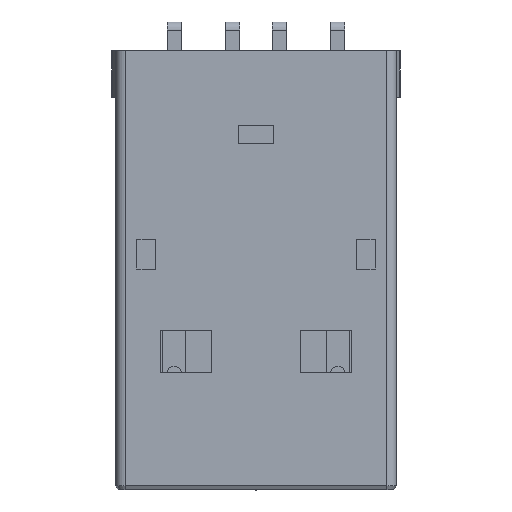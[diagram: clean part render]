
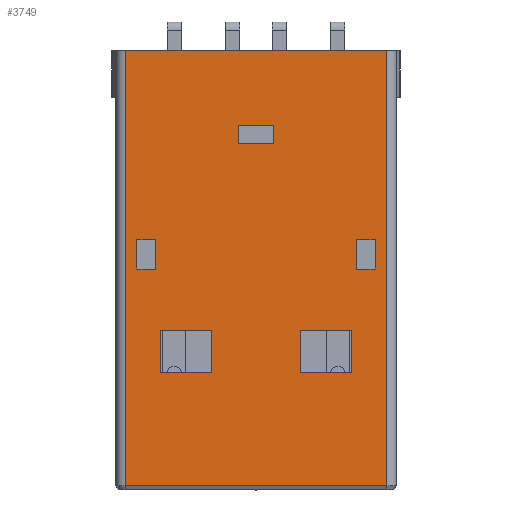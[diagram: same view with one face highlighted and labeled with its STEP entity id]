
A CAD part, top view. The second image highlights one B-rep face of the part: STEP entity #3749.
In plain terms, the highlighted planar face has unit normal (0, 0, 1).
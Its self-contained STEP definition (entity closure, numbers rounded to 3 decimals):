
#1310=CARTESIAN_POINT('',(-5.6,-1.1,3.07));
#1311=VERTEX_POINT('',#1310);
#1319=CARTESIAN_POINT('',(5.6,-1.1,3.07));
#1320=VERTEX_POINT('',#1319);
#1321=CARTESIAN_POINT('',(5.6,-1.1,3.07));
#1322=DIRECTION('',(-1.0,0.0,0.0));
#1323=VECTOR('',#1322,11.2);
#1324=LINE('',#1321,#1323);
#1325=EDGE_CURVE('',#1320,#1311,#1324,.T.);
#2127=CARTESIAN_POINT('',(0.75,-5.1,3.07));
#2128=VERTEX_POINT('',#2127);
#2145=CARTESIAN_POINT('',(-0.75,-5.1,3.07));
#2146=VERTEX_POINT('',#2145);
#2153=CARTESIAN_POINT('',(-0.75,-5.1,3.07));
#2154=DIRECTION('',(1.0,0.0,0.0));
#2155=VECTOR('',#2154,1.5);
#2156=LINE('',#2153,#2155);
#2157=EDGE_CURVE('',#2146,#2128,#2156,.T.);
#2169=CARTESIAN_POINT('',(0.75,-4.3,3.07));
#2170=VERTEX_POINT('',#2169);
#2184=CARTESIAN_POINT('',(0.75,-5.1,3.07));
#2185=DIRECTION('',(0.0,1.0,0.0));
#2186=VECTOR('',#2185,0.8);
#2187=LINE('',#2184,#2186);
#2188=EDGE_CURVE('',#2128,#2170,#2187,.T.);
#2200=CARTESIAN_POINT('',(-0.75,-4.3,3.07));
#2201=VERTEX_POINT('',#2200);
#2215=CARTESIAN_POINT('',(-0.75,-4.3,3.07));
#2216=DIRECTION('',(1.0,0.0,0.0));
#2217=VECTOR('',#2216,1.5);
#2218=LINE('',#2215,#2217);
#2219=EDGE_CURVE('',#2201,#2170,#2218,.T.);
#2237=CARTESIAN_POINT('',(-0.75,-5.1,3.07));
#2238=DIRECTION('',(0.0,1.0,0.0));
#2239=VECTOR('',#2238,0.8);
#2240=LINE('',#2237,#2239);
#2241=EDGE_CURVE('',#2146,#2201,#2240,.T.);
#2251=CARTESIAN_POINT('',(5.1,-10.45,3.07));
#2252=VERTEX_POINT('',#2251);
#2269=CARTESIAN_POINT('',(4.3,-10.45,3.07));
#2270=VERTEX_POINT('',#2269);
#2277=CARTESIAN_POINT('',(4.3,-10.45,3.07));
#2278=DIRECTION('',(1.0,0.0,0.0));
#2279=VECTOR('',#2278,0.8);
#2280=LINE('',#2277,#2279);
#2281=EDGE_CURVE('',#2270,#2252,#2280,.T.);
#2291=CARTESIAN_POINT('',(5.1,-9.2,3.07));
#2292=VERTEX_POINT('',#2291);
#2308=CARTESIAN_POINT('',(5.1,-10.45,3.07));
#2309=DIRECTION('',(0.0,1.0,0.0));
#2310=VECTOR('',#2309,1.25);
#2311=LINE('',#2308,#2310);
#2312=EDGE_CURVE('',#2252,#2292,#2311,.T.);
#2322=CARTESIAN_POINT('',(4.3,-9.2,3.07));
#2323=VERTEX_POINT('',#2322);
#2339=CARTESIAN_POINT('',(5.1,-9.2,3.07));
#2340=DIRECTION('',(-1.0,0.0,0.0));
#2341=VECTOR('',#2340,0.8);
#2342=LINE('',#2339,#2341);
#2343=EDGE_CURVE('',#2292,#2323,#2342,.T.);
#2361=CARTESIAN_POINT('',(4.3,-9.2,3.07));
#2362=DIRECTION('',(0.0,-1.0,0.0));
#2363=VECTOR('',#2362,1.25);
#2364=LINE('',#2361,#2363);
#2365=EDGE_CURVE('',#2323,#2270,#2364,.T.);
#2375=CARTESIAN_POINT('',(-4.3,-10.45,3.07));
#2376=VERTEX_POINT('',#2375);
#2393=CARTESIAN_POINT('',(-5.1,-10.45,3.07));
#2394=VERTEX_POINT('',#2393);
#2401=CARTESIAN_POINT('',(-5.1,-10.45,3.07));
#2402=DIRECTION('',(1.0,0.0,0.0));
#2403=VECTOR('',#2402,0.8);
#2404=LINE('',#2401,#2403);
#2405=EDGE_CURVE('',#2394,#2376,#2404,.T.);
#2415=CARTESIAN_POINT('',(-4.3,-9.2,3.07));
#2416=VERTEX_POINT('',#2415);
#2432=CARTESIAN_POINT('',(-4.3,-10.45,3.07));
#2433=DIRECTION('',(0.0,1.0,0.0));
#2434=VECTOR('',#2433,1.25);
#2435=LINE('',#2432,#2434);
#2436=EDGE_CURVE('',#2376,#2416,#2435,.T.);
#2446=CARTESIAN_POINT('',(-5.1,-9.2,3.07));
#2447=VERTEX_POINT('',#2446);
#2463=CARTESIAN_POINT('',(-4.3,-9.2,3.07));
#2464=DIRECTION('',(-1.0,0.0,0.0));
#2465=VECTOR('',#2464,0.8);
#2466=LINE('',#2463,#2465);
#2467=EDGE_CURVE('',#2416,#2447,#2466,.T.);
#2485=CARTESIAN_POINT('',(-5.1,-9.2,3.07));
#2486=DIRECTION('',(0.0,-1.0,0.0));
#2487=VECTOR('',#2486,1.25);
#2488=LINE('',#2485,#2487);
#2489=EDGE_CURVE('',#2447,#2394,#2488,.T.);
#2499=CARTESIAN_POINT('',(-4.1,-14.9,3.07));
#2500=VERTEX_POINT('',#2499);
#2517=CARTESIAN_POINT('',(-4.1,-13.1,3.07));
#2518=VERTEX_POINT('',#2517);
#2525=CARTESIAN_POINT('',(-4.1,-13.1,3.07));
#2526=DIRECTION('',(0.0,-1.0,0.0));
#2527=VECTOR('',#2526,1.8);
#2528=LINE('',#2525,#2527);
#2529=EDGE_CURVE('',#2518,#2500,#2528,.T.);
#2539=CARTESIAN_POINT('',(-1.9,-14.9,3.07));
#2540=VERTEX_POINT('',#2539);
#2556=CARTESIAN_POINT('',(-4.1,-14.9,3.07));
#2557=DIRECTION('',(1.0,0.0,0.0));
#2558=VECTOR('',#2557,2.2);
#2559=LINE('',#2556,#2558);
#2560=EDGE_CURVE('',#2500,#2540,#2559,.T.);
#2570=CARTESIAN_POINT('',(-1.9,-13.1,3.07));
#2571=VERTEX_POINT('',#2570);
#2587=CARTESIAN_POINT('',(-1.9,-14.9,3.07));
#2588=DIRECTION('',(0.0,1.0,0.0));
#2589=VECTOR('',#2588,1.8);
#2590=LINE('',#2587,#2589);
#2591=EDGE_CURVE('',#2540,#2571,#2590,.T.);
#2609=CARTESIAN_POINT('',(-1.9,-13.1,3.07));
#2610=DIRECTION('',(-1.0,0.0,0.0));
#2611=VECTOR('',#2610,2.2);
#2612=LINE('',#2609,#2611);
#2613=EDGE_CURVE('',#2571,#2518,#2612,.T.);
#2623=CARTESIAN_POINT('',(4.1,-14.9,3.07));
#2624=VERTEX_POINT('',#2623);
#2641=CARTESIAN_POINT('',(1.9,-14.9,3.07));
#2642=VERTEX_POINT('',#2641);
#2649=CARTESIAN_POINT('',(1.9,-14.9,3.07));
#2650=DIRECTION('',(1.0,0.0,0.0));
#2651=VECTOR('',#2650,2.2);
#2652=LINE('',#2649,#2651);
#2653=EDGE_CURVE('',#2642,#2624,#2652,.T.);
#2672=CARTESIAN_POINT('',(1.9,-13.1,3.07));
#2673=VERTEX_POINT('',#2672);
#2680=CARTESIAN_POINT('',(1.9,-13.1,3.07));
#2681=DIRECTION('',(0.0,-1.0,0.0));
#2682=VECTOR('',#2681,1.8);
#2683=LINE('',#2680,#2682);
#2684=EDGE_CURVE('',#2673,#2642,#2683,.T.);
#2703=CARTESIAN_POINT('',(4.1,-13.1,3.07));
#2704=VERTEX_POINT('',#2703);
#2711=CARTESIAN_POINT('',(4.1,-13.1,3.07));
#2712=DIRECTION('',(-1.0,0.0,0.0));
#2713=VECTOR('',#2712,2.2);
#2714=LINE('',#2711,#2713);
#2715=EDGE_CURVE('',#2704,#2673,#2714,.T.);
#2725=CARTESIAN_POINT('',(-5.6,-19.727,3.07));
#2726=VERTEX_POINT('',#2725);
#2727=CARTESIAN_POINT('',(-5.6,-1.1,3.07));
#2728=DIRECTION('',(0.,-1.,0.));
#2729=VECTOR('',#2728,18.627);
#2730=LINE('',#2727,#2729);
#2731=EDGE_CURVE('',#1311,#2726,#2730,.T.);
#3443=CARTESIAN_POINT('',(5.6,-19.727,3.07));
#3444=VERTEX_POINT('',#3443);
#3445=CARTESIAN_POINT('',(5.6,-1.1,3.07));
#3446=DIRECTION('',(0.,-1.,0.));
#3447=VECTOR('',#3446,18.627);
#3448=LINE('',#3445,#3447);
#3449=EDGE_CURVE('',#1320,#3444,#3448,.T.);
#3687=CARTESIAN_POINT('',(5.6,-19.727,3.07));
#3688=DIRECTION('',(-1.0,0.0,0.0));
#3689=VECTOR('',#3688,11.2);
#3690=LINE('',#3687,#3689);
#3691=EDGE_CURVE('',#3444,#2726,#3690,.T.);
#3703=CARTESIAN_POINT('',(6.16,-0.169,3.07));
#3704=DIRECTION('',(0.0,0.0,1.0));
#3705=DIRECTION('',(0.0,-1.0,0.0));
#3706=AXIS2_PLACEMENT_3D('',#3703,#3704,#3705);
#3707=PLANE('',#3706);
#3708=ORIENTED_EDGE('',*,*,#3449,.F.);
#3709=ORIENTED_EDGE('',*,*,#1325,.T.);
#3710=ORIENTED_EDGE('',*,*,#2731,.T.);
#3711=ORIENTED_EDGE('',*,*,#3691,.F.);
#3712=EDGE_LOOP('',(#3708,#3709,#3710,#3711));
#3713=FACE_OUTER_BOUND('',#3712,.T.);
#3714=ORIENTED_EDGE('',*,*,#2653,.F.);
#3715=ORIENTED_EDGE('',*,*,#2684,.F.);
#3716=ORIENTED_EDGE('',*,*,#2715,.F.);
#3717=CARTESIAN_POINT('',(4.1,-14.9,3.07));
#3718=DIRECTION('',(0.0,1.0,0.0));
#3719=VECTOR('',#3718,1.8);
#3720=LINE('',#3717,#3719);
#3721=EDGE_CURVE('',#2624,#2704,#3720,.T.);
#3722=ORIENTED_EDGE('',*,*,#3721,.F.);
#3723=EDGE_LOOP('',(#3714,#3715,#3716,#3722));
#3724=FACE_BOUND('',#3723,.T.);
#3725=ORIENTED_EDGE('',*,*,#2591,.F.);
#3726=ORIENTED_EDGE('',*,*,#2560,.F.);
#3727=ORIENTED_EDGE('',*,*,#2529,.F.);
#3728=ORIENTED_EDGE('',*,*,#2613,.F.);
#3729=EDGE_LOOP('',(#3725,#3726,#3727,#3728));
#3730=FACE_BOUND('',#3729,.T.);
#3731=ORIENTED_EDGE('',*,*,#2467,.F.);
#3732=ORIENTED_EDGE('',*,*,#2436,.F.);
#3733=ORIENTED_EDGE('',*,*,#2405,.F.);
#3734=ORIENTED_EDGE('',*,*,#2489,.F.);
#3735=EDGE_LOOP('',(#3731,#3732,#3733,#3734));
#3736=FACE_BOUND('',#3735,.T.);
#3737=ORIENTED_EDGE('',*,*,#2343,.F.);
#3738=ORIENTED_EDGE('',*,*,#2312,.F.);
#3739=ORIENTED_EDGE('',*,*,#2281,.F.);
#3740=ORIENTED_EDGE('',*,*,#2365,.F.);
#3741=EDGE_LOOP('',(#3737,#3738,#3739,#3740));
#3742=FACE_BOUND('',#3741,.T.);
#3743=ORIENTED_EDGE('',*,*,#2219,.T.);
#3744=ORIENTED_EDGE('',*,*,#2188,.F.);
#3745=ORIENTED_EDGE('',*,*,#2157,.F.);
#3746=ORIENTED_EDGE('',*,*,#2241,.T.);
#3747=EDGE_LOOP('',(#3743,#3744,#3745,#3746));
#3748=FACE_BOUND('',#3747,.T.);
#3749=ADVANCED_FACE('',(#3713,#3724,#3730,#3736,#3742,#3748),#3707,.T.);
